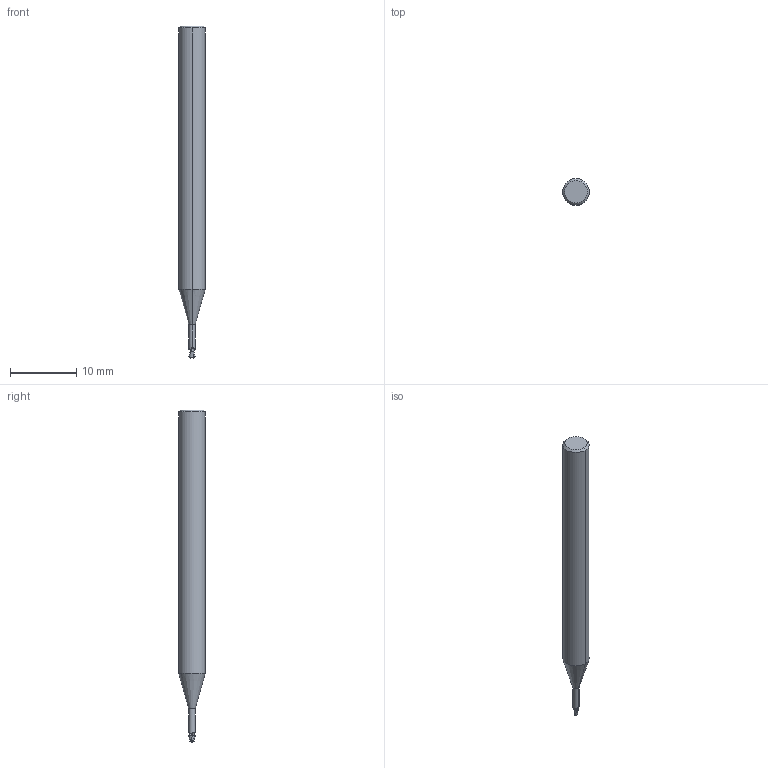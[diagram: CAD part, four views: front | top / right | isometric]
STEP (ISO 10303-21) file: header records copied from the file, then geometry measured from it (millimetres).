
FILE_DESCRIPTION(('no description'),'unknown implementation level');
FILE_NAME('EXN1-M16-0143-1X5-Detail.stp',' ',('CIMSOURCE GmbH'),('CADClick - KiM GmbH - www.kimweb.de'),'unknown preprocess','ACIS','unknown authorization');
FILE_SCHEMA(('automotive_design'));
Length unit declared in the file: millimetre
Products named in the file (2): NOCUT; CUT
Bounding box: 4 x 4 x 50 mm (x, y, z)
Volume: 530.1 mm3; surface area: 569 mm2
Topology: 2 solids, 2 shells, 68 faces, 190 edges, 122 vertices
Faces by surface type: plane 22, bspline 16, cone 10, revolution 10, cylinder 8, torus 2
Entity records: 6161 total; most frequent: CARTESIAN_POINT 2468, STYLED_ITEM 380, PRESENTATION_STYLE_ASSIGNMENT 380, COLOUR_RGB 380, ORIENTED_EDGE 376, DIRECTION 252, EDGE_CURVE 188, CURVE_STYLE 188
